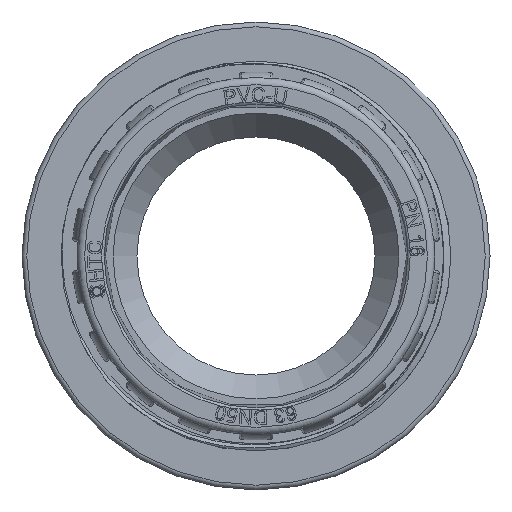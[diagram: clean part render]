
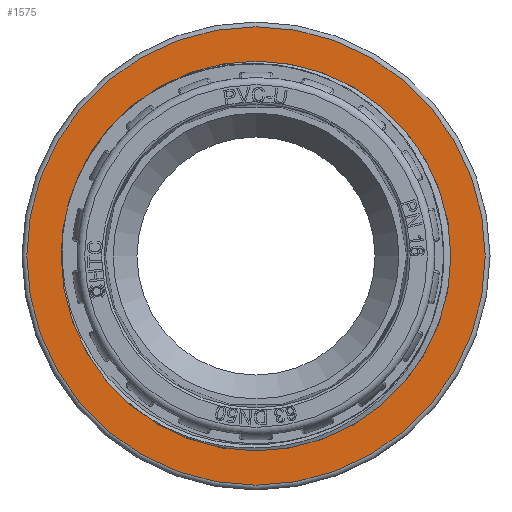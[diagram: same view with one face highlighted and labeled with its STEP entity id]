
A CAD part, front view. The second image highlights one B-rep face of the part: STEP entity #1575.
In plain terms, the highlighted planar face has unit normal (0, -1, 0).
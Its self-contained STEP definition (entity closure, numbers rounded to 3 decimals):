
#1575=ADVANCED_FACE('',(#4342,#4343),#2464,.T.);
#2464=PLANE('',#17093);
#4342=FACE_BOUND('',#4524,.T.);
#4343=FACE_BOUND('',#4525,.T.);
#4524=EDGE_LOOP('',(#6605));
#4525=EDGE_LOOP('',(#6606));
#5610=CIRCLE('',#17090,40.767);
#5611=CIRCLE('',#17092,47.95);
#6605=ORIENTED_EDGE('',*,*,#13090,.T.);
#6606=ORIENTED_EDGE('',*,*,#13089,.T.);
#11383=VERTEX_POINT('',#30344);
#11384=VERTEX_POINT('',#31037);
#13089=EDGE_CURVE('',#11383,#11383,#5610,.T.);
#13090=EDGE_CURVE('',#11384,#11384,#5611,.T.);
#17090=AXIS2_PLACEMENT_3D('',#30343,#18511,#18512);
#17092=AXIS2_PLACEMENT_3D('',#31036,#18515,#18516);
#17093=AXIS2_PLACEMENT_3D('',#31038,#18517,#18518);
#18511=DIRECTION('',(0.,1.,0.));
#18512=DIRECTION('',(-1.,0.,0.));
#18515=DIRECTION('',(0.,-1.,0.));
#18516=DIRECTION('',(-1.,0.,0.));
#18517=DIRECTION('',(0.,-1.,0.));
#18518=DIRECTION('',(-1.,0.,0.));
#30343=CARTESIAN_POINT('',(1289.748,577.844,0.));
#30344=CARTESIAN_POINT('',(1248.981,577.844,0.));
#31036=CARTESIAN_POINT('',(1289.748,577.844,0.));
#31037=CARTESIAN_POINT('',(1241.798,577.844,0.));
#31038=CARTESIAN_POINT('',(1289.748,577.844,0.));
